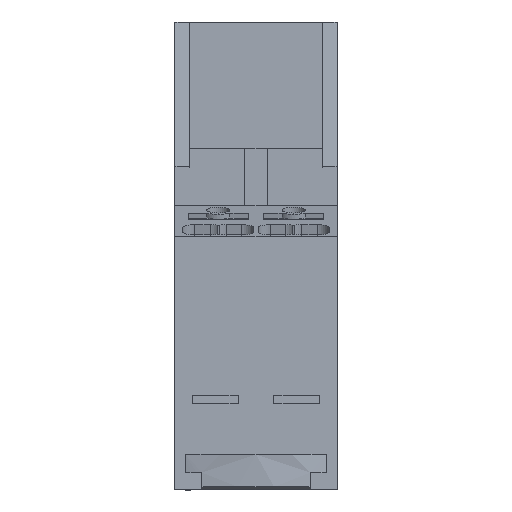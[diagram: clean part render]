
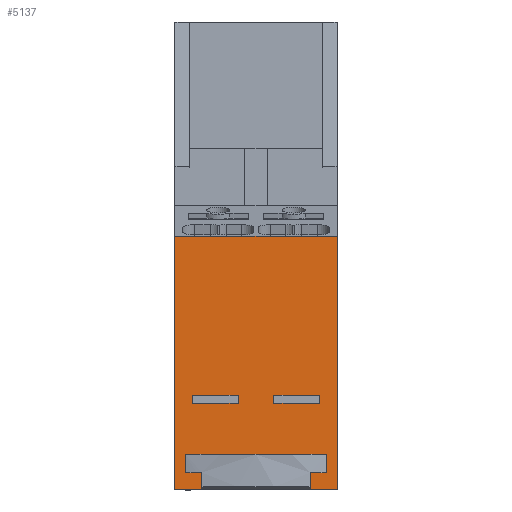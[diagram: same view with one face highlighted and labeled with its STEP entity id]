
A CAD part, front view. The second image highlights one B-rep face of the part: STEP entity #5137.
In plain terms, the highlighted planar face has unit normal (0, -1, 0).
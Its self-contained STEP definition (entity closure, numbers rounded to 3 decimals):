
#4962=AXIS2_PLACEMENT_3D('Plane Axis2P3D',#4959,#4960,#4961) ;
#1840=CARTESIAN_POINT('Vertex',(0.,3.965,0.)) ;
#1843=CARTESIAN_POINT('Line Origine',(0.,3.965,12.45)) ;
#1847=CARTESIAN_POINT('Vertex',(0.,3.965,24.9)) ;
#2853=CARTESIAN_POINT('Vertex',(15.9,3.965,24.9)) ;
#2856=CARTESIAN_POINT('Line Origine',(15.9,3.965,12.45)) ;
#2860=CARTESIAN_POINT('Vertex',(15.9,3.965,0.)) ;
#4943=CARTESIAN_POINT('Vertex',(2.653,3.965,0.)) ;
#4946=CARTESIAN_POINT('Line Origine',(1.326,3.965,0.)) ;
#4959=CARTESIAN_POINT('Axis2P3D Location',(-0.15,3.965,24.9)) ;
#4964=CARTESIAN_POINT('Line Origine',(14.85,3.965,2.6)) ;
#4968=CARTESIAN_POINT('Vertex',(14.85,3.965,1.7)) ;
#4970=CARTESIAN_POINT('Vertex',(14.85,3.965,3.5)) ;
#4973=CARTESIAN_POINT('Line Origine',(14.049,3.965,1.7)) ;
#4977=CARTESIAN_POINT('Vertex',(13.247,3.965,1.7)) ;
#4980=CARTESIAN_POINT('Line Origine',(13.247,3.965,1.)) ;
#4984=CARTESIAN_POINT('Vertex',(13.247,3.965,0.3)) ;
#4987=CARTESIAN_POINT('Line Origine',(13.247,3.965,0.15)) ;
#4991=CARTESIAN_POINT('Vertex',(13.247,3.965,0.)) ;
#4994=CARTESIAN_POINT('Line Origine',(14.574,3.965,0.)) ;
#4999=CARTESIAN_POINT('Line Origine',(7.95,3.965,24.9)) ;
#5004=CARTESIAN_POINT('Line Origine',(2.653,3.965,0.15)) ;
#5008=CARTESIAN_POINT('Vertex',(2.653,3.965,0.3)) ;
#5011=CARTESIAN_POINT('Line Origine',(2.653,3.965,1.)) ;
#5015=CARTESIAN_POINT('Vertex',(2.653,3.965,1.7)) ;
#5018=CARTESIAN_POINT('Line Origine',(1.851,3.965,1.7)) ;
#5022=CARTESIAN_POINT('Vertex',(1.05,3.965,1.7)) ;
#5025=CARTESIAN_POINT('Line Origine',(1.05,3.965,2.6)) ;
#5029=CARTESIAN_POINT('Vertex',(1.05,3.965,3.5)) ;
#5032=CARTESIAN_POINT('Line Origine',(2.49,3.965,3.5)) ;
#5036=CARTESIAN_POINT('Vertex',(3.931,3.965,3.5)) ;
#5039=CARTESIAN_POINT('Line Origine',(7.95,3.965,3.5)) ;
#5043=CARTESIAN_POINT('Vertex',(11.969,3.965,3.5)) ;
#5046=CARTESIAN_POINT('Line Origine',(13.41,3.965,3.5)) ;
#5069=CARTESIAN_POINT('Line Origine',(11.95,3.965,9.3)) ;
#5073=CARTESIAN_POINT('Vertex',(14.2,3.965,9.3)) ;
#5075=CARTESIAN_POINT('Vertex',(9.7,3.965,9.3)) ;
#5078=CARTESIAN_POINT('Line Origine',(14.2,3.965,8.9)) ;
#5082=CARTESIAN_POINT('Vertex',(14.2,3.965,8.5)) ;
#5085=CARTESIAN_POINT('Line Origine',(11.95,3.965,8.5)) ;
#5089=CARTESIAN_POINT('Vertex',(9.7,3.965,8.5)) ;
#5092=CARTESIAN_POINT('Line Origine',(9.7,3.965,8.9)) ;
#5103=CARTESIAN_POINT('Line Origine',(1.7,3.965,8.9)) ;
#5107=CARTESIAN_POINT('Vertex',(1.7,3.965,9.3)) ;
#5109=CARTESIAN_POINT('Vertex',(1.7,3.965,8.5)) ;
#5112=CARTESIAN_POINT('Line Origine',(3.95,3.965,9.3)) ;
#5116=CARTESIAN_POINT('Vertex',(6.2,3.965,9.3)) ;
#5119=CARTESIAN_POINT('Line Origine',(6.2,3.965,8.9)) ;
#5123=CARTESIAN_POINT('Vertex',(6.2,3.965,8.5)) ;
#5126=CARTESIAN_POINT('Line Origine',(3.95,3.965,8.5)) ;
#1844=DIRECTION('Vector Direction',(0.,0.,-1.)) ;
#2857=DIRECTION('Vector Direction',(0.,0.,-1.)) ;
#4947=DIRECTION('Vector Direction',(1.,0.,0.)) ;
#4960=DIRECTION('Axis2P3D Direction',(0.,-1.,0.)) ;
#4961=DIRECTION('Axis2P3D XDirection',(0.,0.,-1.)) ;
#4965=DIRECTION('Vector Direction',(0.,0.,-1.)) ;
#4974=DIRECTION('Vector Direction',(-1.,0.,0.)) ;
#4981=DIRECTION('Vector Direction',(0.,0.,-1.)) ;
#4988=DIRECTION('Vector Direction',(0.,0.,-1.)) ;
#4995=DIRECTION('Vector Direction',(1.,0.,0.)) ;
#5000=DIRECTION('Vector Direction',(1.,0.,0.)) ;
#5005=DIRECTION('Vector Direction',(0.,0.,1.)) ;
#5012=DIRECTION('Vector Direction',(0.,0.,1.)) ;
#5019=DIRECTION('Vector Direction',(-1.,0.,0.)) ;
#5026=DIRECTION('Vector Direction',(0.,0.,1.)) ;
#5033=DIRECTION('Vector Direction',(1.,0.,0.)) ;
#5040=DIRECTION('Vector Direction',(1.,0.,0.)) ;
#5047=DIRECTION('Vector Direction',(1.,0.,0.)) ;
#5070=DIRECTION('Vector Direction',(-1.,0.,0.)) ;
#5079=DIRECTION('Vector Direction',(0.,0.,1.)) ;
#5086=DIRECTION('Vector Direction',(1.,0.,0.)) ;
#5093=DIRECTION('Vector Direction',(0.,0.,-1.)) ;
#5104=DIRECTION('Vector Direction',(0.,0.,1.)) ;
#5113=DIRECTION('Vector Direction',(-1.,0.,0.)) ;
#5120=DIRECTION('Vector Direction',(0.,0.,-1.)) ;
#5127=DIRECTION('Vector Direction',(1.,0.,0.)) ;
#1845=VECTOR('Line Direction',#1844,1.) ;
#2858=VECTOR('Line Direction',#2857,1.) ;
#4948=VECTOR('Line Direction',#4947,1.) ;
#4966=VECTOR('Line Direction',#4965,1.) ;
#4975=VECTOR('Line Direction',#4974,1.) ;
#4982=VECTOR('Line Direction',#4981,1.) ;
#4989=VECTOR('Line Direction',#4988,1.) ;
#4996=VECTOR('Line Direction',#4995,1.) ;
#5001=VECTOR('Line Direction',#5000,1.) ;
#5006=VECTOR('Line Direction',#5005,1.) ;
#5013=VECTOR('Line Direction',#5012,1.) ;
#5020=VECTOR('Line Direction',#5019,1.) ;
#5027=VECTOR('Line Direction',#5026,1.) ;
#5034=VECTOR('Line Direction',#5033,1.) ;
#5041=VECTOR('Line Direction',#5040,1.) ;
#5048=VECTOR('Line Direction',#5047,1.) ;
#5071=VECTOR('Line Direction',#5070,1.) ;
#5080=VECTOR('Line Direction',#5079,1.) ;
#5087=VECTOR('Line Direction',#5086,1.) ;
#5094=VECTOR('Line Direction',#5093,1.) ;
#5105=VECTOR('Line Direction',#5104,1.) ;
#5114=VECTOR('Line Direction',#5113,1.) ;
#5121=VECTOR('Line Direction',#5120,1.) ;
#5128=VECTOR('Line Direction',#5127,1.) ;
#5052=ORIENTED_EDGE('',*,*,#4972,.F.) ;
#5053=ORIENTED_EDGE('',*,*,#4979,.F.) ;
#5054=ORIENTED_EDGE('',*,*,#4986,.F.) ;
#5055=ORIENTED_EDGE('',*,*,#4993,.F.) ;
#5056=ORIENTED_EDGE('',*,*,#4998,.T.) ;
#5057=ORIENTED_EDGE('',*,*,#2862,.F.) ;
#5058=ORIENTED_EDGE('',*,*,#5003,.F.) ;
#5059=ORIENTED_EDGE('',*,*,#1849,.T.) ;
#5060=ORIENTED_EDGE('',*,*,#4950,.T.) ;
#5061=ORIENTED_EDGE('',*,*,#5010,.F.) ;
#5062=ORIENTED_EDGE('',*,*,#5017,.F.) ;
#5063=ORIENTED_EDGE('',*,*,#5024,.F.) ;
#5064=ORIENTED_EDGE('',*,*,#5031,.F.) ;
#5065=ORIENTED_EDGE('',*,*,#5038,.T.) ;
#5066=ORIENTED_EDGE('',*,*,#5045,.T.) ;
#5067=ORIENTED_EDGE('',*,*,#5050,.T.) ;
#5098=ORIENTED_EDGE('',*,*,#5077,.F.) ;
#5099=ORIENTED_EDGE('',*,*,#5084,.F.) ;
#5100=ORIENTED_EDGE('',*,*,#5091,.F.) ;
#5101=ORIENTED_EDGE('',*,*,#5096,.F.) ;
#5132=ORIENTED_EDGE('',*,*,#5111,.F.) ;
#5133=ORIENTED_EDGE('',*,*,#5118,.F.) ;
#5134=ORIENTED_EDGE('',*,*,#5125,.F.) ;
#5135=ORIENTED_EDGE('',*,*,#5130,.F.) ;
#5102=FACE_BOUND('',#5097,.T.) ;
#5136=FACE_BOUND('',#5131,.T.) ;
#5137=ADVANCED_FACE('SOCKEL',(#5068,#5102,#5136),#4963,.T.) ;
#1849=EDGE_CURVE('',#1848,#1841,#1846,.T.) ;
#2862=EDGE_CURVE('',#2854,#2861,#2859,.T.) ;
#4950=EDGE_CURVE('',#1841,#4944,#4949,.T.) ;
#4972=EDGE_CURVE('',#4969,#4971,#4967,.F.) ;
#4979=EDGE_CURVE('',#4978,#4969,#4976,.F.) ;
#4986=EDGE_CURVE('',#4985,#4978,#4983,.F.) ;
#4993=EDGE_CURVE('',#4992,#4985,#4990,.F.) ;
#4998=EDGE_CURVE('',#4992,#2861,#4997,.T.) ;
#5003=EDGE_CURVE('',#1848,#2854,#5002,.T.) ;
#5010=EDGE_CURVE('',#5009,#4944,#5007,.F.) ;
#5017=EDGE_CURVE('',#5016,#5009,#5014,.F.) ;
#5024=EDGE_CURVE('',#5023,#5016,#5021,.F.) ;
#5031=EDGE_CURVE('',#5030,#5023,#5028,.F.) ;
#5038=EDGE_CURVE('',#5030,#5037,#5035,.T.) ;
#5045=EDGE_CURVE('',#5037,#5044,#5042,.T.) ;
#5050=EDGE_CURVE('',#5044,#4971,#5049,.T.) ;
#5077=EDGE_CURVE('',#5074,#5076,#5072,.T.) ;
#5084=EDGE_CURVE('',#5083,#5074,#5081,.T.) ;
#5091=EDGE_CURVE('',#5090,#5083,#5088,.T.) ;
#5096=EDGE_CURVE('',#5076,#5090,#5095,.T.) ;
#5111=EDGE_CURVE('',#5108,#5110,#5106,.F.) ;
#5118=EDGE_CURVE('',#5117,#5108,#5115,.T.) ;
#5125=EDGE_CURVE('',#5124,#5117,#5122,.F.) ;
#5130=EDGE_CURVE('',#5110,#5124,#5129,.T.) ;
#5051=EDGE_LOOP('',(#5052,#5053,#5054,#5055,#5056,#5057,#5058,#5059,#5060,#5061,#5062,#5063,#5064,#5065,#5066,#5067)) ;
#5097=EDGE_LOOP('',(#5098,#5099,#5100,#5101)) ;
#5131=EDGE_LOOP('',(#5132,#5133,#5134,#5135)) ;
#5068=FACE_OUTER_BOUND('',#5051,.T.) ;
#1846=LINE('Line',#1843,#1845) ;
#2859=LINE('Line',#2856,#2858) ;
#4949=LINE('Line',#4946,#4948) ;
#4967=LINE('Line',#4964,#4966) ;
#4976=LINE('Line',#4973,#4975) ;
#4983=LINE('Line',#4980,#4982) ;
#4990=LINE('Line',#4987,#4989) ;
#4997=LINE('Line',#4994,#4996) ;
#5002=LINE('Line',#4999,#5001) ;
#5007=LINE('Line',#5004,#5006) ;
#5014=LINE('Line',#5011,#5013) ;
#5021=LINE('Line',#5018,#5020) ;
#5028=LINE('Line',#5025,#5027) ;
#5035=LINE('Line',#5032,#5034) ;
#5042=LINE('Line',#5039,#5041) ;
#5049=LINE('Line',#5046,#5048) ;
#5072=LINE('Line',#5069,#5071) ;
#5081=LINE('Line',#5078,#5080) ;
#5088=LINE('Line',#5085,#5087) ;
#5095=LINE('Line',#5092,#5094) ;
#5106=LINE('Line',#5103,#5105) ;
#5115=LINE('Line',#5112,#5114) ;
#5122=LINE('Line',#5119,#5121) ;
#5129=LINE('Line',#5126,#5128) ;
#4963=PLANE('',#4962) ;
#1841=VERTEX_POINT('',#1840) ;
#1848=VERTEX_POINT('',#1847) ;
#2854=VERTEX_POINT('',#2853) ;
#2861=VERTEX_POINT('',#2860) ;
#4944=VERTEX_POINT('',#4943) ;
#4969=VERTEX_POINT('',#4968) ;
#4971=VERTEX_POINT('',#4970) ;
#4978=VERTEX_POINT('',#4977) ;
#4985=VERTEX_POINT('',#4984) ;
#4992=VERTEX_POINT('',#4991) ;
#5009=VERTEX_POINT('',#5008) ;
#5016=VERTEX_POINT('',#5015) ;
#5023=VERTEX_POINT('',#5022) ;
#5030=VERTEX_POINT('',#5029) ;
#5037=VERTEX_POINT('',#5036) ;
#5044=VERTEX_POINT('',#5043) ;
#5074=VERTEX_POINT('',#5073) ;
#5076=VERTEX_POINT('',#5075) ;
#5083=VERTEX_POINT('',#5082) ;
#5090=VERTEX_POINT('',#5089) ;
#5108=VERTEX_POINT('',#5107) ;
#5110=VERTEX_POINT('',#5109) ;
#5117=VERTEX_POINT('',#5116) ;
#5124=VERTEX_POINT('',#5123) ;
